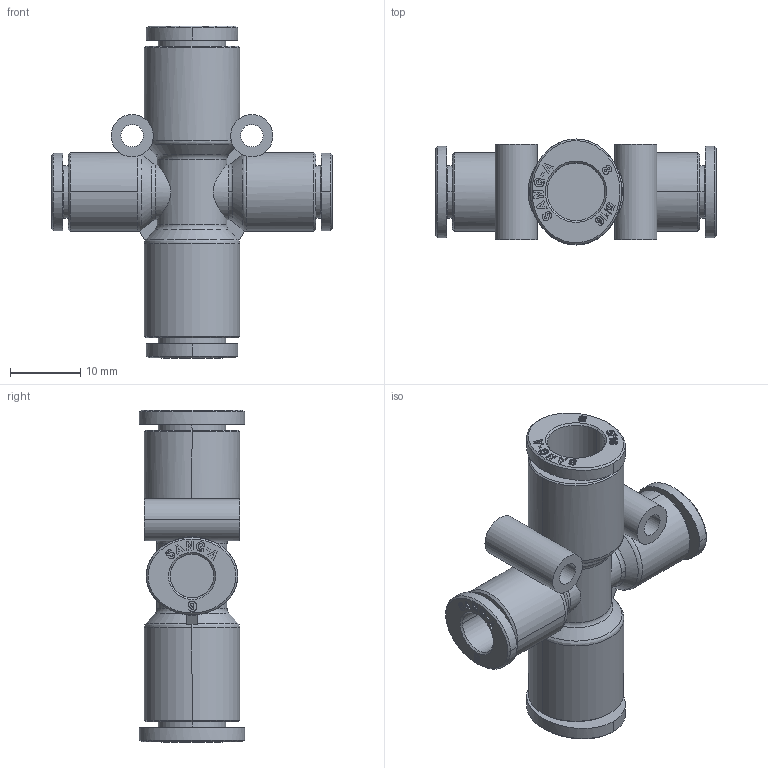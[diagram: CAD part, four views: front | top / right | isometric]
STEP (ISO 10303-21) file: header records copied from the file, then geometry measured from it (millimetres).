
FILE_DESCRIPTION (( 'STEP AP214' ), '1' );
FILE_NAME ('PZA22-08-06.STEP', '2015-08-24T09:23:36', ( '' ), ( '' ), 'SwSTEP 2.0', 'SolidWorks 2015', '' );
FILE_SCHEMA (( 'AUTOMOTIVE_DESIGN' ));
Length unit declared in the file: millimetre
Products named in the file (2): PZA22-08-06; ｦ+ﾃｦ2
Assembly tree (1 placements, depth 2):
  PZA22-08-06
    ｦ+ﾃｦ2
Bounding box: 39.9 x 15 x 47.2 mm (x, y, z)
Volume: 6436 mm3; surface area: 6147.9 mm2
Topology: 1 solids, 1 shells, 1268 faces, 3581 edges, 2379 vertices
Faces by surface type: plane 1024, bspline 132, cylinder 73, cone 29, torus 10
Entity records: 45681 total; most frequent: CARTESIAN_POINT 13186, ORIENTED_EDGE 7162, DIRECTION 5670, EDGE_CURVE 3581, LINE 3004, VECTOR 3004, VERTEX_POINT 2379, EDGE_LOOP 1336
